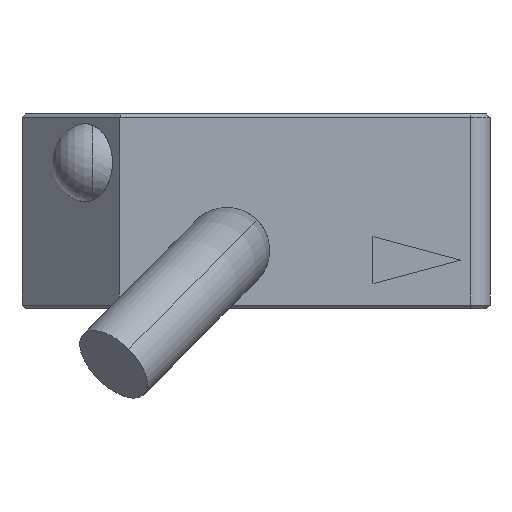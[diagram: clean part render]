
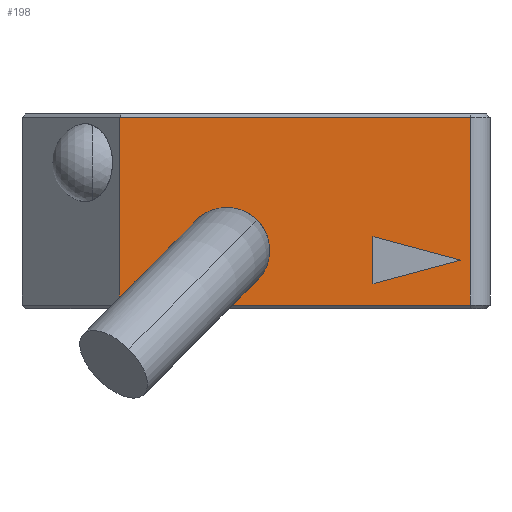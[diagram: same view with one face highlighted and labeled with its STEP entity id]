
A CAD part, left-side view. The second image highlights one B-rep face of the part: STEP entity #198.
In plain terms, the highlighted planar face has unit normal (-1, 0, 0).
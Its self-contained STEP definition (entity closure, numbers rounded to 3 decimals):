
#118 = VERTEX_POINT ( 'NONE', #2011 ) ;
#119 = VERTEX_POINT ( 'NONE', #2010 ) ;
#120 = ORIENTED_EDGE ( 'NONE', *, *, #121, .F. ) ;
#121 = EDGE_CURVE ( 'NONE', #122, #118, #2009, .T. ) ;
#122 = VERTEX_POINT ( 'NONE', #2005 ) ;
#123 = ORIENTED_EDGE ( 'NONE', *, *, #124, .F. ) ;
#124 = EDGE_CURVE ( 'NONE', #119, #122, #2004, .T. ) ;
#125 = EDGE_LOOP ( 'NONE', ( #126, #145, #147, #150 ) ) ;
#126 = ORIENTED_EDGE ( 'NONE', *, *, #139, .T. ) ;
#127 = VERTEX_POINT ( 'NONE', #2000 ) ;
#137 = VERTEX_POINT ( 'NONE', #2051 ) ;
#139 = EDGE_CURVE ( 'NONE', #140, #137, #2050, .T. ) ;
#140 = VERTEX_POINT ( 'NONE', #2046 ) ;
#145 = ORIENTED_EDGE ( 'NONE', *, *, #146, .T. ) ;
#146 = EDGE_CURVE ( 'NONE', #137, #127, #2041, .T. ) ;
#147 = ORIENTED_EDGE ( 'NONE', *, *, #148, .T. ) ;
#148 = EDGE_CURVE ( 'NONE', #127, #149, #2037, .T. ) ;
#149 = VERTEX_POINT ( 'NONE', #2033 ) ;
#150 = ORIENTED_EDGE ( 'NONE', *, *, #151, .T. ) ;
#151 = EDGE_CURVE ( 'NONE', #149, #140, #2031, .T. ) ;
#152 = EDGE_LOOP ( 'NONE', ( #153, #155 ) ) ;
#153 = ORIENTED_EDGE ( 'NONE', *, *, #154, .F. ) ;
#154 = EDGE_CURVE ( 'NONE', #284, #281, #2091, .T. ) ;
#155 = ORIENTED_EDGE ( 'NONE', *, *, #283, .F. ) ;
#198 = ADVANCED_FACE ( 'NONE', ( #2132, #2131, #2130 ), #2129, .F. ) ;
#199 = EDGE_LOOP ( 'NONE', ( #200, #120, #123 ) ) ;
#200 = ORIENTED_EDGE ( 'NONE', *, *, #201, .F. ) ;
#201 = EDGE_CURVE ( 'NONE', #118, #119, #2127, .T. ) ;
#281 = VERTEX_POINT ( 'NONE', #2440 ) ;
#283 = EDGE_CURVE ( 'NONE', #281, #284, #2439, .T. ) ;
#284 = VERTEX_POINT ( 'NONE', #2434 ) ;
#1797 = VECTOR ( 'NONE', #1799, 1000. ) ;
#1799 = DIRECTION ( 'NONE',  ( 0., 1., 0. ) ) ;
#1800 = CARTESIAN_POINT ( 'NONE',  ( 0., 0., 9.8 ) ) ;
#2000 = CARTESIAN_POINT ( 'NONE',  ( 0., 1., 0.2 ) ) ;
#2001 = DIRECTION ( 'NONE',  ( 0., 0.966, 0.259 ) ) ;
#2002 = VECTOR ( 'NONE', #2001, 1000. ) ;
#2003 = CARTESIAN_POINT ( 'NONE',  ( 0., 1.5, 2.5 ) ) ;
#2004 = LINE ( 'NONE', #2003, #2002 ) ;
#2005 = CARTESIAN_POINT ( 'NONE',  ( 0., 6., 3.706 ) ) ;
#2006 = DIRECTION ( 'NONE',  ( 0., 0., -1. ) ) ;
#2007 = VECTOR ( 'NONE', #2006, 1000. ) ;
#2008 = CARTESIAN_POINT ( 'NONE',  ( 0., 6., 3.706 ) ) ;
#2009 = LINE ( 'NONE', #2008, #2007 ) ;
#2010 = CARTESIAN_POINT ( 'NONE',  ( 0., 1.5, 2.5 ) ) ;
#2011 = CARTESIAN_POINT ( 'NONE',  ( 0., 6., 1.294 ) ) ;
#2031 = LINE ( 'NONE', #1800, #1797 ) ;
#2033 = CARTESIAN_POINT ( 'NONE',  ( 0., 1., 9.8 ) ) ;
#2034 = DIRECTION ( 'NONE',  ( 0., 0., 1. ) ) ;
#2035 = VECTOR ( 'NONE', #2034, 1000. ) ;
#2036 = CARTESIAN_POINT ( 'NONE',  ( 0., 1., 10. ) ) ;
#2037 = LINE ( 'NONE', #2036, #2035 ) ;
#2038 = DIRECTION ( 'NONE',  ( 0., -1., 0. ) ) ;
#2039 = VECTOR ( 'NONE', #2038, 1000. ) ;
#2040 = CARTESIAN_POINT ( 'NONE',  ( 0., 1., 0.2 ) ) ;
#2041 = LINE ( 'NONE', #2040, #2039 ) ;
#2046 = CARTESIAN_POINT ( 'NONE',  ( 0., 19., 9.8 ) ) ;
#2047 = DIRECTION ( 'NONE',  ( 0., 0., -1. ) ) ;
#2048 = VECTOR ( 'NONE', #2047, 1000. ) ;
#2049 = CARTESIAN_POINT ( 'NONE',  ( 0., 19., 10. ) ) ;
#2050 = LINE ( 'NONE', #2049, #2048 ) ;
#2051 = CARTESIAN_POINT ( 'NONE',  ( 0., 19., 0.2 ) ) ;
#2087 = DIRECTION ( 'NONE',  ( 0., 0., -1. ) ) ;
#2088 = DIRECTION ( 'NONE',  ( -1., 0., 0. ) ) ;
#2089 = CARTESIAN_POINT ( 'NONE',  ( 0., 13.5, 3. ) ) ;
#2090 = AXIS2_PLACEMENT_3D ( 'NONE', #2089, #2088, #2087 ) ;
#2091 = CIRCLE ( 'NONE', #2090, 2.2 ) ;
#2121 = DIRECTION ( 'NONE',  ( 0., -0.966, 0.259 ) ) ;
#2122 = VECTOR ( 'NONE', #2121, 1000. ) ;
#2123 = CARTESIAN_POINT ( 'NONE',  ( 0., 6., 1.294 ) ) ;
#2124 = DIRECTION ( 'NONE',  ( 0., 0., -1. ) ) ;
#2125 = DIRECTION ( 'NONE',  ( 1., 0., 0. ) ) ;
#2126 = CARTESIAN_POINT ( 'NONE',  ( 0., 0., 10. ) ) ;
#2127 = LINE ( 'NONE', #2123, #2122 ) ;
#2128 = AXIS2_PLACEMENT_3D ( 'NONE', #2126, #2125, #2124 ) ;
#2129 = PLANE ( 'NONE',  #2128 ) ;
#2130 = FACE_BOUND ( 'NONE', #152, .T. ) ;
#2131 = FACE_OUTER_BOUND ( 'NONE', #125, .T. ) ;
#2132 = FACE_BOUND ( 'NONE', #199, .T. ) ;
#2434 = CARTESIAN_POINT ( 'NONE',  ( 0., 13.5, 0.8 ) ) ;
#2435 = DIRECTION ( 'NONE',  ( 0., 0., -1. ) ) ;
#2436 = DIRECTION ( 'NONE',  ( -1., 0., 0. ) ) ;
#2437 = CARTESIAN_POINT ( 'NONE',  ( 0., 13.5, 3. ) ) ;
#2438 = AXIS2_PLACEMENT_3D ( 'NONE', #2437, #2436, #2435 ) ;
#2439 = CIRCLE ( 'NONE', #2438, 2.2 ) ;
#2440 = CARTESIAN_POINT ( 'NONE',  ( 0., 13.5, 5.2 ) ) ;
